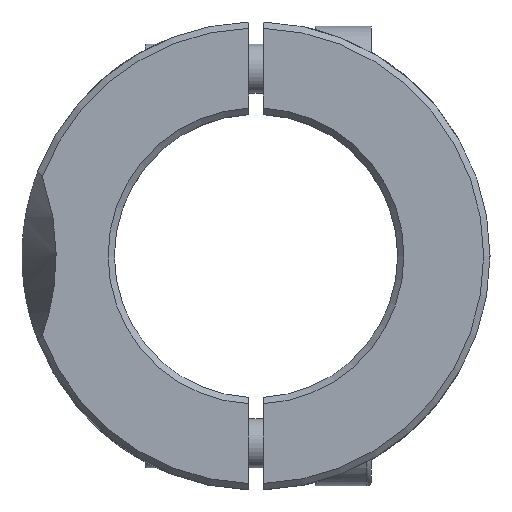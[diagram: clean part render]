
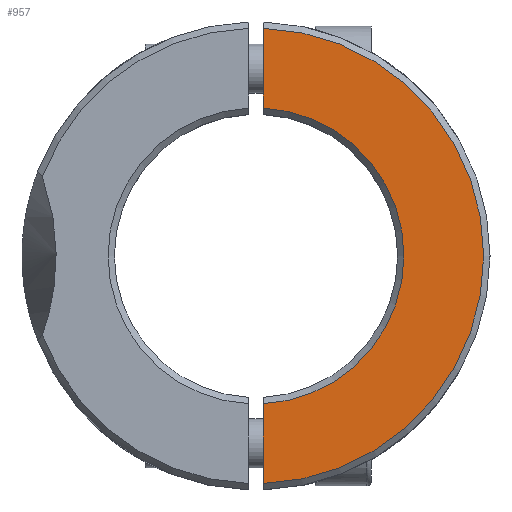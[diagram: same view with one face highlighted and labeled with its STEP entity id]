
A CAD part, top view. The second image highlights one B-rep face of the part: STEP entity #957.
In plain terms, the highlighted planar face has unit normal (0, 0, 1).
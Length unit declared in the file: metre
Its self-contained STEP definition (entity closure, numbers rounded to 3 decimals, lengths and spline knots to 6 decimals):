
#48=LINE('',#1680,#110);
#49=LINE('',#1681,#111);
#110=VECTOR('',#1241,1.);
#111=VECTOR('',#1242,1.);
#153=PLANE('',#1057);
#343=ORIENTED_EDGE('',*,*,#575,.F.);
#344=ORIENTED_EDGE('',*,*,#576,.F.);
#345=ORIENTED_EDGE('',*,*,#572,.T.);
#346=ORIENTED_EDGE('',*,*,#577,.F.);
#572=EDGE_CURVE('',#693,#694,#752,.T.);
#575=EDGE_CURVE('',#695,#696,#753,.T.);
#576=EDGE_CURVE('',#693,#695,#48,.T.);
#577=EDGE_CURVE('',#696,#694,#49,.T.);
#693=VERTEX_POINT('',#1666);
#694=VERTEX_POINT('',#1667);
#695=VERTEX_POINT('',#1678);
#696=VERTEX_POINT('',#1679);
#752=CIRCLE('',#1056,0.016582);
#753=CIRCLE('',#1058,0.025518);
#800=EDGE_LOOP('',(#343,#344,#345,#346));
#876=FACE_BOUND('',#800,.T.);
#957=ADVANCED_FACE('',(#876),#153,.F.);
#1056=AXIS2_PLACEMENT_3D('',#1665,#1235,#1236);
#1057=AXIS2_PLACEMENT_3D('',#1676,#1237,#1238);
#1058=AXIS2_PLACEMENT_3D('',#1677,#1239,#1240);
#1235=DIRECTION('',(0.,0.,-1.));
#1236=DIRECTION('',(-1.,0.,0.));
#1237=DIRECTION('',(0.,0.,-1.));
#1238=DIRECTION('',(-1.,0.,0.));
#1239=DIRECTION('',(0.,0.,-1.));
#1240=DIRECTION('',(-1.,0.,0.));
#1241=DIRECTION('',(0.,1.,0.));
#1242=DIRECTION('',(0.,1.,0.));
#1665=CARTESIAN_POINT('',(0.,0.,0.));
#1666=CARTESIAN_POINT('',(0.000825,0.016562,0.));
#1667=CARTESIAN_POINT('',(0.000825,-0.016562,0.));
#1676=CARTESIAN_POINT('',(0.025518,0.,0.));
#1677=CARTESIAN_POINT('',(0.,0.,0.));
#1678=CARTESIAN_POINT('',(0.000825,0.025505,0.));
#1679=CARTESIAN_POINT('',(0.000825,-0.025505,0.));
#1680=CARTESIAN_POINT('',(0.000825,0.048314,0.));
#1681=CARTESIAN_POINT('',(0.000825,0.048314,0.));
